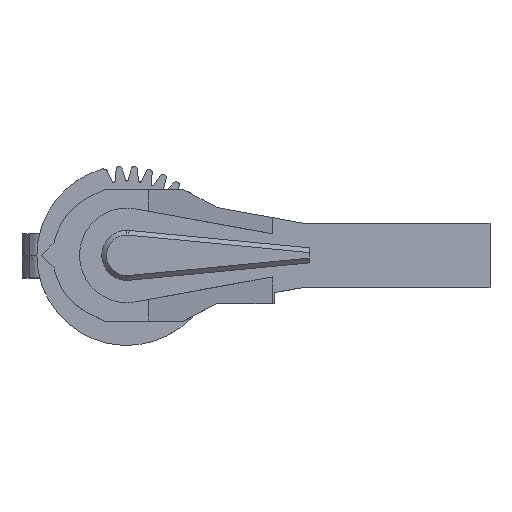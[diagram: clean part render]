
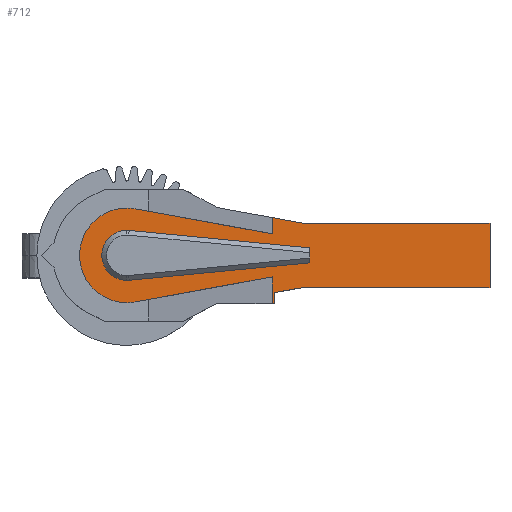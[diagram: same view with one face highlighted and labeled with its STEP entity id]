
A CAD part, top view. The second image highlights one B-rep face of the part: STEP entity #712.
In plain terms, the highlighted planar face has unit normal (0, 0, 1).
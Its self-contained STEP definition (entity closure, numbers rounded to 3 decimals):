
#712=ADVANCED_FACE('',(#2005,#2006),#2007,.T.);
#2005=FACE_OUTER_BOUND('',#3926,.T.);
#2006=FACE_BOUND('',#3927,.T.);
#2007=PLANE('',#3928);
#3926=EDGE_LOOP('',(#6199,#6200,#6201,#6202,#6203,#6204,#6205,#6206,#6207,#6208,#6209,#6210,#6211,#6212));
#3927=EDGE_LOOP('',(#6213,#6214,#6215,#6216,#6217,#6218));
#3928=AXIS2_PLACEMENT_3D('',#6219,#6220,#6221);
#6199=ORIENTED_EDGE('',*,*,#12017,.T.);
#6200=ORIENTED_EDGE('',*,*,#12018,.T.);
#6201=ORIENTED_EDGE('',*,*,#12019,.T.);
#6202=ORIENTED_EDGE('',*,*,#12020,.T.);
#6203=ORIENTED_EDGE('',*,*,#12021,.T.);
#6204=ORIENTED_EDGE('',*,*,#12022,.T.);
#6205=ORIENTED_EDGE('',*,*,#12023,.T.);
#6206=ORIENTED_EDGE('',*,*,#12024,.T.);
#6207=ORIENTED_EDGE('',*,*,#12025,.T.);
#6208=ORIENTED_EDGE('',*,*,#11989,.T.);
#6209=ORIENTED_EDGE('',*,*,#11985,.T.);
#6210=ORIENTED_EDGE('',*,*,#12026,.T.);
#6211=ORIENTED_EDGE('',*,*,#12027,.T.);
#6212=ORIENTED_EDGE('',*,*,#12028,.T.);
#6213=ORIENTED_EDGE('',*,*,#12029,.F.);
#6214=ORIENTED_EDGE('',*,*,#12030,.T.);
#6215=ORIENTED_EDGE('',*,*,#12031,.F.);
#6216=ORIENTED_EDGE('',*,*,#12032,.T.);
#6217=ORIENTED_EDGE('',*,*,#11974,.F.);
#6218=ORIENTED_EDGE('',*,*,#11979,.F.);
#6219=CARTESIAN_POINT('',(0.0,0.0,182.5));
#6220=DIRECTION('',(0.0,0.0,1.0));
#6221=DIRECTION('',(0.0,-1.0,0.0));
#11974=EDGE_CURVE('',#14282,#14284,#14285,.T.);
#11979=EDGE_CURVE('',#14290,#14282,#14293,.T.);
#11985=EDGE_CURVE('',#14296,#14301,#14303,.T.);
#11989=EDGE_CURVE('',#14306,#14296,#14309,.T.);
#12017=EDGE_CURVE('',#14357,#14358,#14359,.T.);
#12018=EDGE_CURVE('',#14358,#14360,#14361,.T.);
#12019=EDGE_CURVE('',#14360,#14362,#14363,.T.);
#12020=EDGE_CURVE('',#14362,#14364,#14365,.T.);
#12021=EDGE_CURVE('',#14364,#14366,#14367,.T.);
#12022=EDGE_CURVE('',#14366,#14368,#14369,.T.);
#12023=EDGE_CURVE('',#14368,#14370,#14371,.T.);
#12024=EDGE_CURVE('',#14370,#14372,#14373,.T.);
#12025=EDGE_CURVE('',#14372,#14306,#14374,.T.);
#12026=EDGE_CURVE('',#14301,#14375,#14376,.T.);
#12027=EDGE_CURVE('',#14375,#14377,#14378,.T.);
#12028=EDGE_CURVE('',#14377,#14357,#14379,.T.);
#12029=EDGE_CURVE('',#14380,#14290,#14381,.T.);
#12030=EDGE_CURVE('',#14380,#14382,#14383,.T.);
#12031=EDGE_CURVE('',#14384,#14382,#14385,.T.);
#12032=EDGE_CURVE('',#14384,#14284,#14386,.T.);
#14282=VERTEX_POINT('',#17682);
#14284=VERTEX_POINT('',#17685);
#14285=CIRCLE('',#17686,15.85);
#14290=VERTEX_POINT('',#17692);
#14293=CIRCLE('',#17696,15.85);
#14296=VERTEX_POINT('',#17699);
#14301=VERTEX_POINT('',#17705);
#14303=CIRCLE('',#17708,29.964);
#14306=VERTEX_POINT('',#17711);
#14309=CIRCLE('',#17715,29.964);
#14357=VERTEX_POINT('',#17785);
#14358=VERTEX_POINT('',#17786);
#14359=LINE('',#17787,#17788);
#14360=VERTEX_POINT('',#17789);
#14361=LINE('',#17790,#17791);
#14362=VERTEX_POINT('',#17792);
#14363=LINE('',#17793,#17794);
#14364=VERTEX_POINT('',#17795);
#14365=LINE('',#17796,#17797);
#14366=VERTEX_POINT('',#17798);
#14367=LINE('',#17799,#17800);
#14368=VERTEX_POINT('',#17801);
#14369=LINE('',#17802,#17803);
#14370=VERTEX_POINT('',#17804);
#14371=LINE('',#17805,#17806);
#14372=VERTEX_POINT('',#17807);
#14373=LINE('',#17808,#17809);
#14374=CIRCLE('',#17810,29.964);
#14375=VERTEX_POINT('',#17811);
#14376=LINE('',#17812,#17813);
#14377=VERTEX_POINT('',#17814);
#14378=LINE('',#17815,#17816);
#14379=LINE('',#17817,#17818);
#14380=VERTEX_POINT('',#17819);
#14381=CIRCLE('',#17820,15.85);
#14382=VERTEX_POINT('',#17821);
#14383=LINE('',#17822,#17823);
#14384=VERTEX_POINT('',#17824);
#14385=LINE('',#17825,#17826);
#14386=LINE('',#17827,#17828);
#17682=CARTESIAN_POINT('',(0.,-15.85,182.5));
#17685=CARTESIAN_POINT('',(1.521,-15.777,182.5));
#17686=AXIS2_PLACEMENT_3D('',#22563,#22564,#22565);
#17692=CARTESIAN_POINT('',(0.,15.85,182.5));
#17696=AXIS2_PLACEMENT_3D('',#22571,#22572,#22573);
#17699=CARTESIAN_POINT('',(0.,-29.964,182.5));
#17705=CARTESIAN_POINT('',(5.389,-29.475,182.5));
#17708=AXIS2_PLACEMENT_3D('',#22582,#22583,#22584);
#17711=CARTESIAN_POINT('',(0.,29.964,182.5));
#17715=AXIS2_PLACEMENT_3D('',#22589,#22590,#22591);
#17785=CARTESIAN_POINT('',(93.524,-30.5,182.5));
#17786=CARTESIAN_POINT('',(93.524,-23.655,182.5));
#17787=CARTESIAN_POINT('',(93.524,-30.5,182.5));
#17788=VECTOR('',#22614,6.845);
#17789=CARTESIAN_POINT('',(111.012,-20.457,182.5));
#17790=CARTESIAN_POINT('',(93.524,-23.655,182.5));
#17791=VECTOR('',#22615,17.778);
#17792=CARTESIAN_POINT('',(230.1,-20.457,182.5));
#17793=CARTESIAN_POINT('',(111.012,-20.457,182.5));
#17794=VECTOR('',#22616,119.088);
#17795=CARTESIAN_POINT('',(230.1,20.457,182.5));
#17796=CARTESIAN_POINT('',(230.1,-20.457,182.5));
#17797=VECTOR('',#22617,40.915);
#17798=CARTESIAN_POINT('',(111.012,20.457,182.5));
#17799=CARTESIAN_POINT('',(230.1,20.457,182.5));
#17800=VECTOR('',#22618,119.088);
#17801=CARTESIAN_POINT('',(92.062,23.922,182.5));
#17802=CARTESIAN_POINT('',(111.012,20.457,182.5));
#17803=VECTOR('',#22619,19.265);
#17804=CARTESIAN_POINT('',(92.062,13.629,182.5));
#17805=CARTESIAN_POINT('',(92.062,23.922,182.5));
#17806=VECTOR('',#22620,10.294);
#17807=CARTESIAN_POINT('',(5.389,29.475,182.5));
#17808=CARTESIAN_POINT('',(92.062,13.629,182.5));
#17809=VECTOR('',#22621,88.109);
#17810=AXIS2_PLACEMENT_3D('',#22622,#22623,#22624);
#17811=CARTESIAN_POINT('',(92.062,-13.629,182.5));
#17812=CARTESIAN_POINT('',(5.389,-29.475,182.5));
#17813=VECTOR('',#22625,88.109);
#17814=CARTESIAN_POINT('',(92.062,-30.5,182.5));
#17815=CARTESIAN_POINT('',(92.062,-13.629,182.5));
#17816=VECTOR('',#22626,16.871);
#17817=CARTESIAN_POINT('',(92.062,-30.5,182.5));
#17818=VECTOR('',#22627,1.462);
#17819=CARTESIAN_POINT('',(1.521,15.777,182.5));
#17820=AXIS2_PLACEMENT_3D('',#22628,#22629,#22630);
#17821=CARTESIAN_POINT('',(115.9,4.75,182.5));
#17822=CARTESIAN_POINT('',(1.521,15.777,182.5));
#17823=VECTOR('',#22631,114.909);
#17824=CARTESIAN_POINT('',(115.9,-4.75,182.5));
#17825=CARTESIAN_POINT('',(115.9,-2.375,182.5));
#17826=VECTOR('',#22632,1.0);
#17827=CARTESIAN_POINT('',(115.9,-4.75,182.5));
#17828=VECTOR('',#22633,114.909);
#22563=CARTESIAN_POINT('',(0.0,0.0,182.5));
#22564=DIRECTION('',(0.0,0.0,1.0));
#22565=DIRECTION('',(0.,-1.0,0.0));
#22571=CARTESIAN_POINT('',(0.0,0.0,182.5));
#22572=DIRECTION('',(0.0,0.0,1.0));
#22573=DIRECTION('',(0.,-1.0,0.0));
#22582=CARTESIAN_POINT('',(0.0,0.0,182.5));
#22583=DIRECTION('',(0.0,0.0,1.0));
#22584=DIRECTION('',(0.,-1.0,0.0));
#22589=CARTESIAN_POINT('',(0.0,0.0,182.5));
#22590=DIRECTION('',(0.0,-0.0,1.0));
#22591=DIRECTION('',(0.,1.0,0.0));
#22614=DIRECTION('',(0.0,1.0,0.0));
#22615=DIRECTION('',(0.984,0.18,0.0));
#22616=DIRECTION('',(1.0,0.0,0.0));
#22617=DIRECTION('',(0.0,1.0,0.0));
#22618=DIRECTION('',(-1.0,0.,0.0));
#22619=DIRECTION('',(-0.984,0.18,0.0));
#22620=DIRECTION('',(0.,-1.0,0.0));
#22621=DIRECTION('',(-0.984,0.18,0.0));
#22622=CARTESIAN_POINT('',(0.0,0.0,182.5));
#22623=DIRECTION('',(0.0,-0.0,1.0));
#22624=DIRECTION('',(0.18,0.984,0.0));
#22625=DIRECTION('',(0.984,0.18,0.0));
#22626=DIRECTION('',(0.,-1.0,0.0));
#22627=DIRECTION('',(1.0,0.0,0.0));
#22628=CARTESIAN_POINT('',(0.0,0.0,182.5));
#22629=DIRECTION('',(0.0,0.0,1.0));
#22630=DIRECTION('',(0.,-1.0,0.0));
#22631=DIRECTION('',(0.995,-0.096,0.0));
#22632=DIRECTION('',(0.0,1.0,0.0));
#22633=DIRECTION('',(-0.995,-0.096,0.0));
